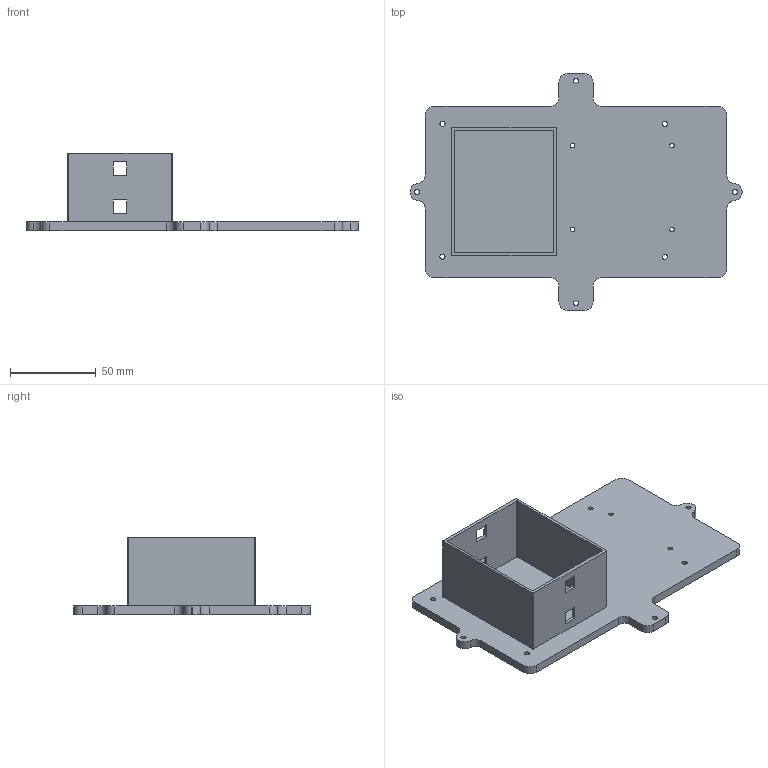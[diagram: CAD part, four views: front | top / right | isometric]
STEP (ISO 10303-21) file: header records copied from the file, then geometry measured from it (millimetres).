
FILE_DESCRIPTION(/* description */ (''),/* implementation_level */ '2;1');
FILE_NAME(/* name */ 'Ensamble_PCB v6.step',/* time_stamp */ '2025-11-03T01:43:31-06:00',/* author */ (''),/* organization */ (''),/* preprocessor_version */ 'ST-DEVELOPER v20.1',/* originating_system */ 'Autodesk Translation Framework v14.17.0.0',/* authorisation */ '');
FILE_SCHEMA (('AUTOMOTIVE_DESIGN { 1 0 10303 214 3 1 1 }'));
Length unit declared in the file: millimetre
Products named in the file (1): Ensamble_PCB
Bounding box: 194 x 138.44 x 45 mm (x, y, z)
Volume: 110007.3 mm3; surface area: 61428.4 mm2
Topology: 1 solids, 1 shells, 84 faces, 240 edges, 160 vertices
Faces by surface type: plane 44, cylinder 40
Full cylindrical faces by diameter (mm): 2.7 x4, 3 x8
Entity records: 2864 total; most frequent: DIRECTION 490, CARTESIAN_POINT 485, ORIENTED_EDGE 480, EDGE_CURVE 240, AXIS2_PLACEMENT_3D 165, LINE 160, VECTOR 160, VERTEX_POINT 160
